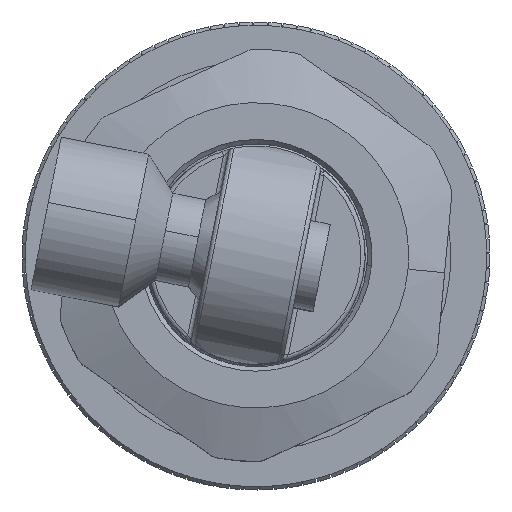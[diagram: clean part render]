
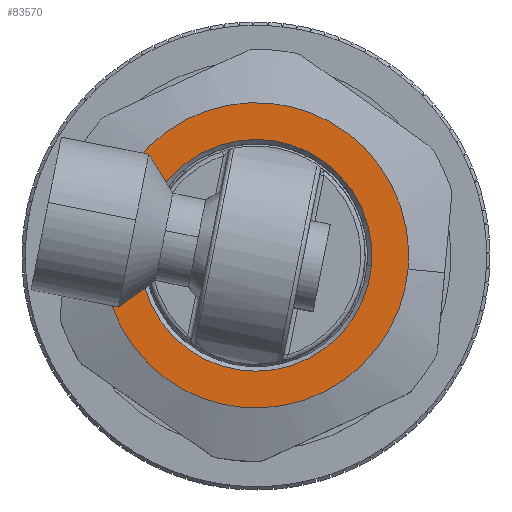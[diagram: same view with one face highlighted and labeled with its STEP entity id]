
A CAD part, top view. The second image highlights one B-rep face of the part: STEP entity #83570.
In plain terms, the highlighted free-form (B-spline) face has degree [1, 1] with [2, 2] control points.
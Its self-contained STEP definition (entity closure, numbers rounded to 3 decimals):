
#82380 = EDGE_CURVE('',#82381,#82383,#82385,.T.);
#82381 = VERTEX_POINT('',#82382);
#82382 = CARTESIAN_POINT('',(-6.491,0.597,
    35.588));
#82383 = VERTEX_POINT('',#82384);
#82384 = CARTESIAN_POINT('',(6.491,-0.597,
    35.588));
#82385 = ( BOUNDED_CURVE() B_SPLINE_CURVE(2,(#82386,#82387,#82388,#82389
,#82390),.UNSPECIFIED.,.F.,.F.) B_SPLINE_CURVE_WITH_KNOTS((3,2,3),(0.,
1.571,3.142),.PIECEWISE_BEZIER_KNOTS.) CURVE() 
GEOMETRIC_REPRESENTATION_ITEM() RATIONAL_B_SPLINE_CURVE((1.,
0.707,1.,0.707,1.)) REPRESENTATION_ITEM('') );
#82386 = CARTESIAN_POINT('',(-6.491,0.597,
    35.588));
#82387 = CARTESIAN_POINT('',(-5.893,7.088,
    35.588));
#82388 = CARTESIAN_POINT('',(0.597,6.491,
    35.588));
#82389 = CARTESIAN_POINT('',(7.088,5.893,
    35.588));
#82390 = CARTESIAN_POINT('',(6.491,-0.597,
    35.588));
#82585 = VERTEX_POINT('',#82586);
#82586 = CARTESIAN_POINT('',(4.927,-0.453,
    35.588));
#82591 = EDGE_CURVE('',#82585,#82592,#82594,.T.);
#82592 = VERTEX_POINT('',#82593);
#82593 = CARTESIAN_POINT('',(-4.927,0.453,
    35.588));
#82594 = ( BOUNDED_CURVE() B_SPLINE_CURVE(2,(#82595,#82596,#82597,#82598
,#82599),.UNSPECIFIED.,.F.,.F.) B_SPLINE_CURVE_WITH_KNOTS((3,2,3),(0.,
1.571,3.142),.PIECEWISE_BEZIER_KNOTS.) CURVE() 
GEOMETRIC_REPRESENTATION_ITEM() RATIONAL_B_SPLINE_CURVE((1.,
0.707,1.,0.707,1.)) REPRESENTATION_ITEM('') );
#82595 = CARTESIAN_POINT('',(4.927,-0.453,
    35.588));
#82596 = CARTESIAN_POINT('',(4.474,-5.381,
    35.588));
#82597 = CARTESIAN_POINT('',(-0.453,-4.927,
    35.588));
#82598 = CARTESIAN_POINT('',(-5.381,-4.474,
    35.588));
#82599 = CARTESIAN_POINT('',(-4.927,0.453,
    35.588));
#83309 = EDGE_CURVE('',#82383,#82381,#83310,.T.);
#83310 = ( BOUNDED_CURVE() B_SPLINE_CURVE(2,(#83311,#83312,#83313,#83314
,#83315),.UNSPECIFIED.,.F.,.F.) B_SPLINE_CURVE_WITH_KNOTS((3,2,3),(
    3.142,4.712,6.283),
.PIECEWISE_BEZIER_KNOTS.) CURVE() GEOMETRIC_REPRESENTATION_ITEM() 
RATIONAL_B_SPLINE_CURVE((1.,0.707,1.,0.707,1.)) 
REPRESENTATION_ITEM('') );
#83311 = CARTESIAN_POINT('',(6.491,-0.597,
    35.588));
#83312 = CARTESIAN_POINT('',(5.893,-7.088,
    35.588));
#83313 = CARTESIAN_POINT('',(-0.597,-6.491,
    35.588));
#83314 = CARTESIAN_POINT('',(-7.088,-5.893,
    35.588));
#83315 = CARTESIAN_POINT('',(-6.491,0.597,
    35.588));
#83570 = ADVANCED_FACE('',(#83571,#83582),#83586,.T.);
#83571 = FACE_BOUND('',#83572,.T.);
#83572 = EDGE_LOOP('',(#83573,#83574));
#83573 = ORIENTED_EDGE('',*,*,#82591,.T.);
#83574 = ORIENTED_EDGE('',*,*,#83575,.T.);
#83575 = EDGE_CURVE('',#82592,#82585,#83576,.T.);
#83576 = ( BOUNDED_CURVE() B_SPLINE_CURVE(2,(#83577,#83578,#83579,#83580
,#83581),.UNSPECIFIED.,.F.,.F.) B_SPLINE_CURVE_WITH_KNOTS((3,2,3),(
    3.142,4.712,6.283),
.PIECEWISE_BEZIER_KNOTS.) CURVE() GEOMETRIC_REPRESENTATION_ITEM() 
RATIONAL_B_SPLINE_CURVE((1.,0.707,1.,0.707,1.)) 
REPRESENTATION_ITEM('') );
#83577 = CARTESIAN_POINT('',(-4.927,0.453,
    35.588));
#83578 = CARTESIAN_POINT('',(-4.474,5.381,
    35.588));
#83579 = CARTESIAN_POINT('',(0.453,4.927,
    35.588));
#83580 = CARTESIAN_POINT('',(5.381,4.474,
    35.588));
#83581 = CARTESIAN_POINT('',(4.927,-0.453,
    35.588));
#83582 = FACE_BOUND('',#83583,.T.);
#83583 = EDGE_LOOP('',(#83584,#83585));
#83584 = ORIENTED_EDGE('',*,*,#82380,.F.);
#83585 = ORIENTED_EDGE('',*,*,#83309,.F.);
#83586 = B_SPLINE_SURFACE_WITH_KNOTS('',1,1,(
    (#83587,#83588)
    ,(#83589,#83590
    )),.UNSPECIFIED.,.F.,.F.,.F.,(2,2),(2,2),(0.137,13.837),(
    0.,13.7),.PIECEWISE_BEZIER_KNOTS.);
#83587 = CARTESIAN_POINT('',(7.088,5.893,
    35.588));
#83588 = CARTESIAN_POINT('',(5.893,-7.088,
    35.588));
#83589 = CARTESIAN_POINT('',(-5.893,7.088,
    35.588));
#83590 = CARTESIAN_POINT('',(-7.088,-5.893,
    35.588));
